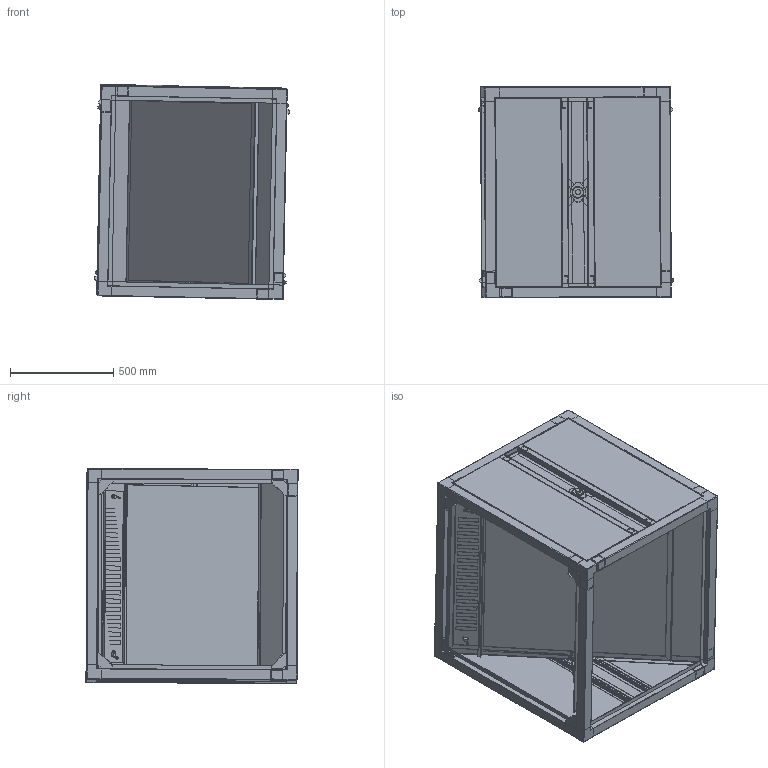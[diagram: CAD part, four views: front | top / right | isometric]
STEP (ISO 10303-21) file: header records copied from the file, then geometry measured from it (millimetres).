
FILE_DESCRIPTION (( 'STEP AP203' ), '1' );
FILE_NAME ('Gr.1_Umschaltklappe.STEP', '2020-03-06T07:23:27', ( '' ), ( '' ), 'SwSTEP 2.0', 'SolidWorks 2019', '' );
FILE_SCHEMA (( 'CONFIG_CONTROL_DESIGN' ));
Products named in the file (1): Gr.1_Umschaltklappe
Bounding box: 943.69 x 1027.33 x 1041.5 mm (x, y, z)
Volume: 37362019.9 mm3; surface area: 16323896.2 mm2
Topology: 37 solids, 38 shells, 3074 faces, 7710 edges, 4735 vertices
Faces by surface type: plane 1999, cylinder 744, bspline 165, torus 92, cone 74
Entity records: 96892 total; most frequent: CARTESIAN_POINT 25058, ORIENTED_EDGE 15372, DIRECTION 14154, EDGE_CURVE 7686, VECTOR 5588, LINE 5588, VERTEX_POINT 4735, AXIS2_PLACEMENT_3D 4283
